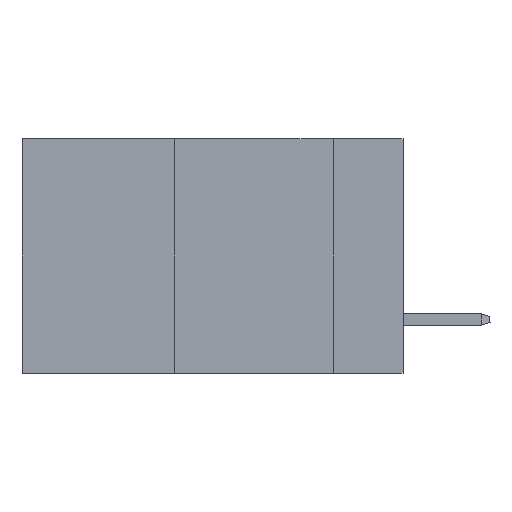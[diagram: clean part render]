
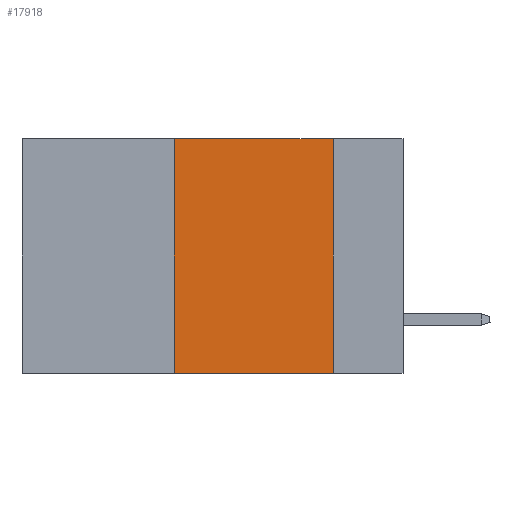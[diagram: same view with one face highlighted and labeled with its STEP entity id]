
A CAD part, left-side view. The second image highlights one B-rep face of the part: STEP entity #17918.
In plain terms, the highlighted planar face has unit normal (-1, 0, 0).
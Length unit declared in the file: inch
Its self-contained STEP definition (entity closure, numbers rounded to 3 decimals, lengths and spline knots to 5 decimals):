
#415 = CARTESIAN_POINT ( 'NONE',  ( 0., 0.11, 0. ) ) ;
#809 = VERTEX_POINT ( 'NONE', #22877 ) ;
#1758 = CARTESIAN_POINT ( 'NONE',  ( 0., 0.6, 0. ) ) ;
#1949 = VECTOR ( 'NONE', #24035, 39.37008 ) ;
#2328 = VECTOR ( 'NONE', #34012, 39.37008 ) ;
#3449 = CARTESIAN_POINT ( 'NONE',  ( 0., 0.36, 0. ) ) ;
#3640 = ORIENTED_EDGE ( 'NONE', *, *, #35241, .F. ) ;
#4828 = CARTESIAN_POINT ( 'NONE',  ( 0., 0.11, 0. ) ) ;
#5541 = CARTESIAN_POINT ( 'NONE',  ( 0., 0.36, -0.37 ) ) ;
#6593 = DIRECTION ( 'NONE',  ( 0., 0., 1. ) ) ;
#7616 = ORIENTED_EDGE ( 'NONE', *, *, #15261, .F. ) ;
#8603 = LINE ( 'NONE', #18966, #15578 ) ;
#13359 = VERTEX_POINT ( 'NONE', #5541 ) ;
#14298 = CARTESIAN_POINT ( 'NONE',  ( 0., 0.6, 0. ) ) ;
#15261 = EDGE_CURVE ( 'NONE', #36196, #40939, #34209, .T. ) ;
#15578 = VECTOR ( 'NONE', #21507, 39.37008 ) ;
#17918 = ADVANCED_FACE ( 'NONE', ( #18849 ), #41021, .F. ) ;
#18849 = FACE_OUTER_BOUND ( 'NONE', #38368, .T. ) ;
#18966 = CARTESIAN_POINT ( 'NONE',  ( 0., 0.6, -0.37 ) ) ;
#19294 = LINE ( 'NONE', #3449, #35044 ) ;
#21507 = DIRECTION ( 'NONE',  ( 0., -1., 0. ) ) ;
#21601 = DIRECTION ( 'NONE',  ( 0., 0., -1. ) ) ;
#22363 = EDGE_CURVE ( 'NONE', #13359, #40939, #8603, .T. ) ;
#22877 = CARTESIAN_POINT ( 'NONE',  ( 0., 0.36, 0. ) ) ;
#24035 = DIRECTION ( 'NONE',  ( 0., -1., 0. ) ) ;
#24777 = DIRECTION ( 'NONE',  ( 1., 0., 0. ) ) ;
#26266 = ORIENTED_EDGE ( 'NONE', *, *, #22363, .T. ) ;
#30395 = LINE ( 'NONE', #14298, #1949 ) ;
#32565 = CARTESIAN_POINT ( 'NONE',  ( 0., 0.11, -0.37 ) ) ;
#32655 = AXIS2_PLACEMENT_3D ( 'NONE', #1758, #24777, #21601 ) ;
#33319 = ORIENTED_EDGE ( 'NONE', *, *, #34668, .F. ) ;
#34012 = DIRECTION ( 'NONE',  ( 0., 0., -1. ) ) ;
#34209 = LINE ( 'NONE', #4828, #2328 ) ;
#34668 = EDGE_CURVE ( 'NONE', #809, #36196, #30395, .T. ) ;
#35044 = VECTOR ( 'NONE', #6593, 39.37008 ) ;
#35241 = EDGE_CURVE ( 'NONE', #13359, #809, #19294, .T. ) ;
#36196 = VERTEX_POINT ( 'NONE', #415 ) ;
#38368 = EDGE_LOOP ( 'NONE', ( #7616, #33319, #3640, #26266 ) ) ;
#40939 = VERTEX_POINT ( 'NONE', #32565 ) ;
#41021 = PLANE ( 'NONE',  #32655 ) ;
